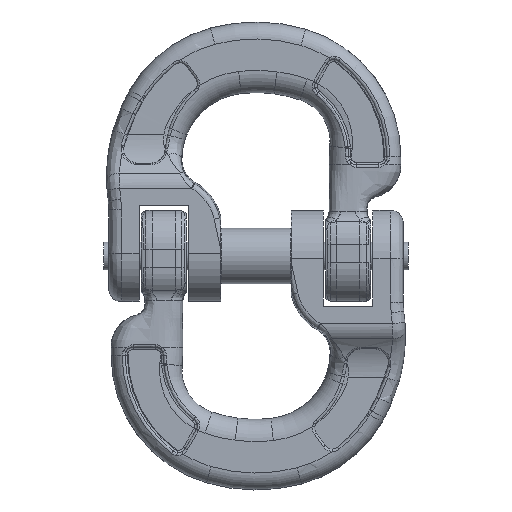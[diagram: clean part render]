
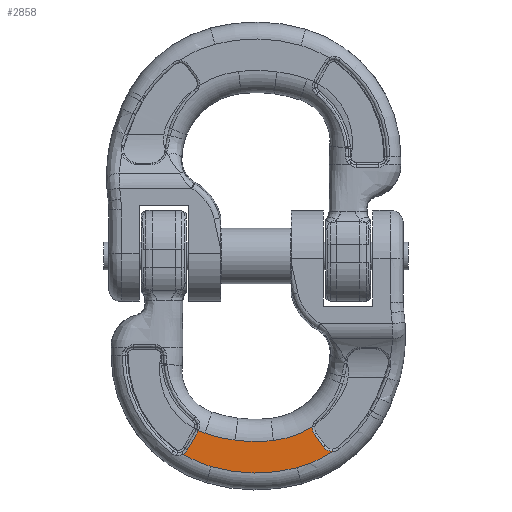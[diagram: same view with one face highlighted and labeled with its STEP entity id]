
A CAD part, front view. The second image highlights one B-rep face of the part: STEP entity #2858.
In plain terms, the highlighted planar face has unit normal (0, -1, 0).
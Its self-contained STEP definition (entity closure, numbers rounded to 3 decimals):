
#685=B_SPLINE_CURVE_WITH_KNOTS('',3,(#17541,#17542,#17543,#17544),
 .UNSPECIFIED.,.F.,.F.,(4,4),(0.,1.),.UNSPECIFIED.);
#1815=LINE('',#17531,#2199);
#1816=LINE('',#17546,#2200);
#2199=VECTOR('',#14864,1.);
#2200=VECTOR('',#14873,1.);
#2858=ADVANCED_FACE('',(#3832),#3724,.F.);
#3724=PLANE('',#13774);
#3832=FACE_OUTER_BOUND('',#4686,.T.);
#4686=EDGE_LOOP('',(#5646,#5647,#5648,#5649,#5650,#5651,#5652,#5653,#5654,
#5655,#5656,#5657,#5658));
#5646=ORIENTED_EDGE('',*,*,#11049,.T.);
#5647=ORIENTED_EDGE('',*,*,#11050,.T.);
#5648=ORIENTED_EDGE('',*,*,#11051,.T.);
#5649=ORIENTED_EDGE('',*,*,#11052,.T.);
#5650=ORIENTED_EDGE('',*,*,#10986,.T.);
#5651=ORIENTED_EDGE('',*,*,#11053,.T.);
#5652=ORIENTED_EDGE('',*,*,#11054,.T.);
#5653=ORIENTED_EDGE('',*,*,#11055,.T.);
#5654=ORIENTED_EDGE('',*,*,#11056,.T.);
#5655=ORIENTED_EDGE('',*,*,#11057,.T.);
#5656=ORIENTED_EDGE('',*,*,#11058,.T.);
#5657=ORIENTED_EDGE('',*,*,#11059,.T.);
#5658=ORIENTED_EDGE('',*,*,#11060,.T.);
#9752=VERTEX_POINT('',#17289);
#9753=VERTEX_POINT('',#17290);
#9802=VERTEX_POINT('',#17532);
#9803=VERTEX_POINT('',#17533);
#9804=VERTEX_POINT('',#17535);
#9805=VERTEX_POINT('',#17537);
#9806=VERTEX_POINT('',#17540);
#9807=VERTEX_POINT('',#17545);
#9808=VERTEX_POINT('',#17547);
#9809=VERTEX_POINT('',#17549);
#9810=VERTEX_POINT('',#17551);
#9811=VERTEX_POINT('',#17553);
#9812=VERTEX_POINT('',#17555);
#10986=EDGE_CURVE('',#9752,#9753,#13078,.T.);
#11049=EDGE_CURVE('',#9802,#9803,#1815,.T.);
#11050=EDGE_CURVE('',#9803,#9804,#13093,.T.);
#11051=EDGE_CURVE('',#9804,#9805,#13094,.T.);
#11052=EDGE_CURVE('',#9805,#9752,#13095,.T.);
#11053=EDGE_CURVE('',#9753,#9806,#13096,.T.);
#11054=EDGE_CURVE('',#9806,#9807,#685,.T.);
#11055=EDGE_CURVE('',#9807,#9808,#1816,.T.);
#11056=EDGE_CURVE('',#9808,#9809,#13097,.T.);
#11057=EDGE_CURVE('',#9809,#9810,#13098,.T.);
#11058=EDGE_CURVE('',#9810,#9811,#13099,.T.);
#11059=EDGE_CURVE('',#9811,#9812,#13100,.T.);
#11060=EDGE_CURVE('',#9812,#9802,#13101,.T.);
#13078=CIRCLE('',#13736,29.034);
#13093=CIRCLE('',#13765,1.922);
#13094=CIRCLE('',#13766,16.034);
#13095=CIRCLE('',#13767,29.034);
#13096=CIRCLE('',#13768,12.034);
#13097=CIRCLE('',#13769,1.941);
#13098=CIRCLE('',#13770,20.932);
#13099=CIRCLE('',#13771,28.732);
#13100=CIRCLE('',#13772,20.932);
#13101=CIRCLE('',#13773,1.922);
#13736=AXIS2_PLACEMENT_3D('',#17288,#14776,#14777);
#13765=AXIS2_PLACEMENT_3D('',#17534,#14865,#14866);
#13766=AXIS2_PLACEMENT_3D('',#17536,#14867,#14868);
#13767=AXIS2_PLACEMENT_3D('',#17538,#14869,#14870);
#13768=AXIS2_PLACEMENT_3D('',#17539,#14871,#14872);
#13769=AXIS2_PLACEMENT_3D('',#17548,#14874,#14875);
#13770=AXIS2_PLACEMENT_3D('',#17550,#14876,#14877);
#13771=AXIS2_PLACEMENT_3D('',#17552,#14878,#14879);
#13772=AXIS2_PLACEMENT_3D('',#17554,#14880,#14881);
#13773=AXIS2_PLACEMENT_3D('',#17556,#14882,#14883);
#13774=AXIS2_PLACEMENT_3D('',#17557,#14884,#14885);
#14776=DIRECTION('',(0.,1.,0.));
#14777=DIRECTION('',(0.,0.,1.));
#14864=DIRECTION('',(-0.584,0.,0.812));
#14865=DIRECTION('',(0.,1.,0.));
#14866=DIRECTION('',(0.,0.,1.));
#14867=DIRECTION('',(0.,1.,0.));
#14868=DIRECTION('',(0.,0.,1.));
#14869=DIRECTION('',(0.,1.,0.));
#14870=DIRECTION('',(0.,0.,1.));
#14871=DIRECTION('',(0.,1.,0.));
#14872=DIRECTION('',(0.,0.,1.));
#14873=DIRECTION('',(-0.5,0.,-0.866));
#14874=DIRECTION('',(0.,1.,0.));
#14875=DIRECTION('',(0.,0.,1.));
#14876=DIRECTION('',(0.,-1.,0.));
#14877=DIRECTION('',(0.,0.,1.));
#14878=DIRECTION('',(0.,-1.,0.));
#14879=DIRECTION('',(0.,0.,1.));
#14880=DIRECTION('',(0.,-1.,0.));
#14881=DIRECTION('',(0.,0.,1.));
#14882=DIRECTION('',(0.,1.,0.));
#14883=DIRECTION('',(0.,0.,1.));
#14884=DIRECTION('',(0.,1.,0.));
#14885=DIRECTION('',(0.,0.,1.));
#17288=CARTESIAN_POINT('',(0.,-4.9,25.));
#17289=CARTESIAN_POINT('',(-3.79,-4.9,-3.785));
#17290=CARTESIAN_POINT('',(-9.223,-4.9,-2.53));
#17531=CARTESIAN_POINT('',(11.332,-4.9,-3.822));
#17532=CARTESIAN_POINT('',(12.195,-4.9,-5.023));
#17533=CARTESIAN_POINT('',(10.56,-4.9,-2.748));
#17534=CARTESIAN_POINT('',(12.121,-4.9,-1.626));
#17535=CARTESIAN_POINT('',(10.225,-4.9,-1.311));
#17536=CARTESIAN_POINT('',(1.4,-4.9,12.076));
#17537=CARTESIAN_POINT('',(3.127,-4.9,-3.865));
#17538=CARTESIAN_POINT('',(0.,-4.9,25.));
#17539=CARTESIAN_POINT('',(-5.4,-4.9,8.88));
#17540=CARTESIAN_POINT('',(-10.399,-4.9,-2.066));
#17541=CARTESIAN_POINT('',(-10.399,-4.9,-2.066));
#17542=CARTESIAN_POINT('',(-10.408,-4.9,-2.081));
#17543=CARTESIAN_POINT('',(-10.416,-4.9,-2.095));
#17544=CARTESIAN_POINT('',(-10.425,-4.9,-2.11));
#17545=CARTESIAN_POINT('',(-10.425,-4.9,-2.11));
#17546=CARTESIAN_POINT('',(-2.743,-4.9,11.196));
#17547=CARTESIAN_POINT('',(-12.405,-4.9,-5.539));
#17548=CARTESIAN_POINT('',(-14.085,-4.9,-4.569));
#17549=CARTESIAN_POINT('',(-13.197,-4.9,-6.294));
#17550=CARTESIAN_POINT('',(-2.2,-4.9,11.517));
#17551=CARTESIAN_POINT('',(-8.104,-4.9,-8.565));
#17552=CARTESIAN_POINT('',(0.,-4.9,19.));
#17553=CARTESIAN_POINT('',(7.436,-4.9,-8.753));
#17554=CARTESIAN_POINT('',(2.019,-4.9,11.466));
#17555=CARTESIAN_POINT('',(13.82,-4.9,-5.822));
#17556=CARTESIAN_POINT('',(13.756,-4.9,-3.901));
#17557=CARTESIAN_POINT('',(16.65,-4.9,0.));
